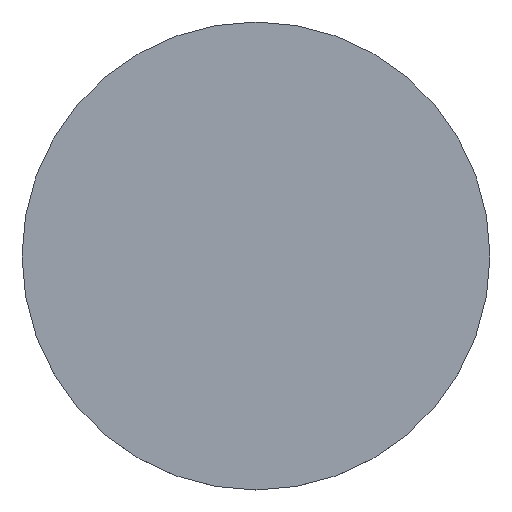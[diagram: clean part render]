
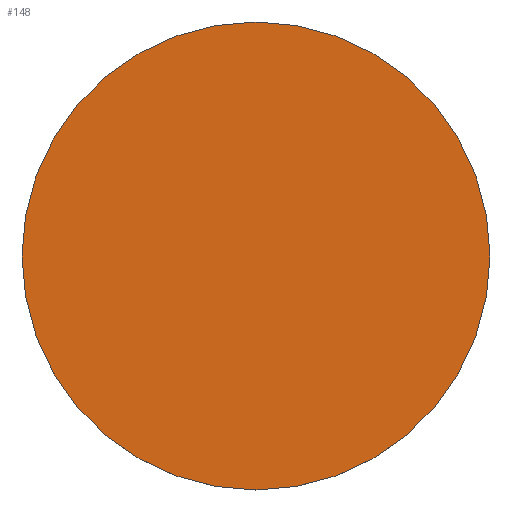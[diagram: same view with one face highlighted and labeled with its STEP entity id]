
A CAD part, top view. The second image highlights one B-rep face of the part: STEP entity #148.
In plain terms, the highlighted planar face has unit normal (0, 0, 1).
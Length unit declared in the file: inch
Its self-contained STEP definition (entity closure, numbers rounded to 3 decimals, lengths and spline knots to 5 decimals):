
#1 = DIRECTION ( 'NONE',  ( 0., 0., 1. ) ) ;
#6 = CARTESIAN_POINT ( 'NONE',  ( 0., 0., 0.07874 ) ) ;
#7 = EDGE_LOOP ( 'NONE', ( #145, #147 ) ) ;
#17 = VERTEX_POINT ( 'NONE', #125 ) ;
#19 = AXIS2_PLACEMENT_3D ( 'NONE', #6, #40, #57 ) ;
#30 = AXIS2_PLACEMENT_3D ( 'NONE', #36, #140, #33 ) ;
#33 = DIRECTION ( 'NONE',  ( 1., 0., 0. ) ) ;
#36 = CARTESIAN_POINT ( 'NONE',  ( 0., 0., 0.07874 ) ) ;
#40 = DIRECTION ( 'NONE',  ( 0., 0., 1. ) ) ;
#57 = DIRECTION ( 'NONE',  ( 1., 0., 0. ) ) ;
#68 = CIRCLE ( 'NONE', #30, 1.5 ) ;
#75 = EDGE_CURVE ( 'NONE', #17, #112, #68, .T. ) ;
#83 = FACE_OUTER_BOUND ( 'NONE', #7, .T. ) ;
#86 = AXIS2_PLACEMENT_3D ( 'NONE', #92, #1, #94 ) ;
#91 = CIRCLE ( 'NONE', #86, 1.5 ) ;
#92 = CARTESIAN_POINT ( 'NONE',  ( 0., 0., 0.07874 ) ) ;
#94 = DIRECTION ( 'NONE',  ( 1., 0., 0. ) ) ;
#110 = PLANE ( 'NONE',  #19 ) ;
#112 = VERTEX_POINT ( 'NONE', #117 ) ;
#117 = CARTESIAN_POINT ( 'NONE',  ( -1.5, 0., 0.07874 ) ) ;
#125 = CARTESIAN_POINT ( 'NONE',  ( 1.5, 0., 0.07874 ) ) ;
#139 = EDGE_CURVE ( 'NONE', #112, #17, #91, .T. ) ;
#140 = DIRECTION ( 'NONE',  ( 0., 0., 1. ) ) ;
#145 = ORIENTED_EDGE ( 'NONE', *, *, #139, .T. ) ;
#147 = ORIENTED_EDGE ( 'NONE', *, *, #75, .T. ) ;
#148 = ADVANCED_FACE ( 'NONE', ( #83 ), #110, .T. ) ;
